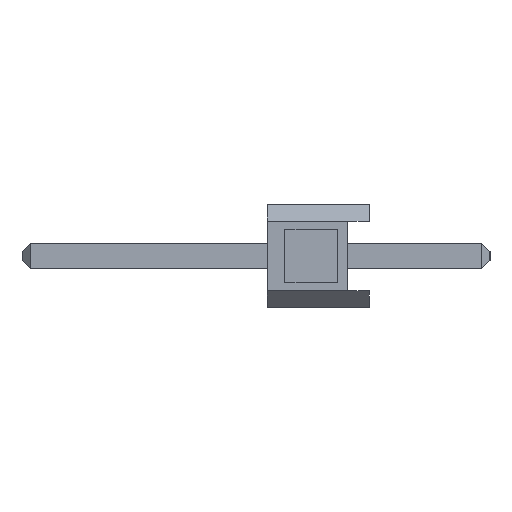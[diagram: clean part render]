
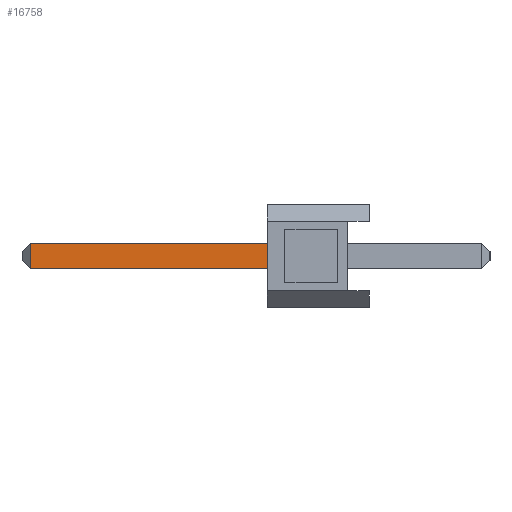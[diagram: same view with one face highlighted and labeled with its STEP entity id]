
A CAD part, left-side view. The second image highlights one B-rep face of the part: STEP entity #16758.
In plain terms, the highlighted planar face has unit normal (-1, 0, 0).
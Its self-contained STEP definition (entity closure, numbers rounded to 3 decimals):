
#748 = CARTESIAN_POINT ( 'NONE',  ( -0.32, -3., 0.32 ) ) ;
#1462 = CARTESIAN_POINT ( 'NONE',  ( -0.32, -3., -0.32 ) ) ;
#1653 = LINE ( 'NONE', #748, #5024 ) ;
#1905 = CARTESIAN_POINT ( 'NONE',  ( -0.32, 8.44, -0.32 ) ) ;
#2838 = FACE_OUTER_BOUND ( 'NONE', #17672, .T. ) ;
#3482 = DIRECTION ( 'NONE',  ( 0., 0., -1. ) ) ;
#3629 = CARTESIAN_POINT ( 'NONE',  ( -0.32, 2.54, -0.32 ) ) ;
#3764 = VECTOR ( 'NONE', #23080, 1000. ) ;
#3801 = CARTESIAN_POINT ( 'NONE',  ( -0.32, 8.44, -0.32 ) ) ;
#4128 = CARTESIAN_POINT ( 'NONE',  ( -0.32, -3., -0.32 ) ) ;
#5024 = VECTOR ( 'NONE', #11538, 1000. ) ;
#5301 = VERTEX_POINT ( 'NONE', #5672 ) ;
#5672 = CARTESIAN_POINT ( 'NONE',  ( -0.32, 2.54, 0.32 ) ) ;
#6159 = ORIENTED_EDGE ( 'NONE', *, *, #7597, .F. ) ;
#6306 = VERTEX_POINT ( 'NONE', #9708 ) ;
#6575 = PLANE ( 'NONE',  #18572 ) ;
#6917 = LINE ( 'NONE', #6962, #13022 ) ;
#6962 = CARTESIAN_POINT ( 'NONE',  ( -0.32, 2.54, 0. ) ) ;
#7597 = EDGE_CURVE ( 'NONE', #5301, #23009, #6917, .T. ) ;
#9708 = CARTESIAN_POINT ( 'NONE',  ( -0.32, 8.44, 0.32 ) ) ;
#10207 = DIRECTION ( 'NONE',  ( 0., 0., 1. ) ) ;
#10769 = ORIENTED_EDGE ( 'NONE', *, *, #12818, .T. ) ;
#10989 = DIRECTION ( 'NONE',  ( 0., 1., 0. ) ) ;
#11538 = DIRECTION ( 'NONE',  ( 0., 1., 0. ) ) ;
#11669 = ORIENTED_EDGE ( 'NONE', *, *, #18239, .F. ) ;
#12818 = EDGE_CURVE ( 'NONE', #5301, #6306, #1653, .T. ) ;
#13022 = VECTOR ( 'NONE', #3482, 1000. ) ;
#13770 = LINE ( 'NONE', #3801, #3764 ) ;
#15386 = DIRECTION ( 'NONE',  ( -1., 0., 0. ) ) ;
#16758 = ADVANCED_FACE ( 'NONE', ( #2838 ), #6575, .T. ) ;
#17142 = VECTOR ( 'NONE', #10989, 1000. ) ;
#17672 = EDGE_LOOP ( 'NONE', ( #10769, #21597, #11669, #6159 ) ) ;
#18160 = EDGE_CURVE ( 'NONE', #6306, #23060, #13770, .T. ) ;
#18239 = EDGE_CURVE ( 'NONE', #23009, #23060, #19632, .T. ) ;
#18572 = AXIS2_PLACEMENT_3D ( 'NONE', #1462, #15386, #10207 ) ;
#19632 = LINE ( 'NONE', #4128, #17142 ) ;
#21597 = ORIENTED_EDGE ( 'NONE', *, *, #18160, .T. ) ;
#23009 = VERTEX_POINT ( 'NONE', #3629 ) ;
#23060 = VERTEX_POINT ( 'NONE', #1905 ) ;
#23080 = DIRECTION ( 'NONE',  ( 0., 0., -1. ) ) ;
